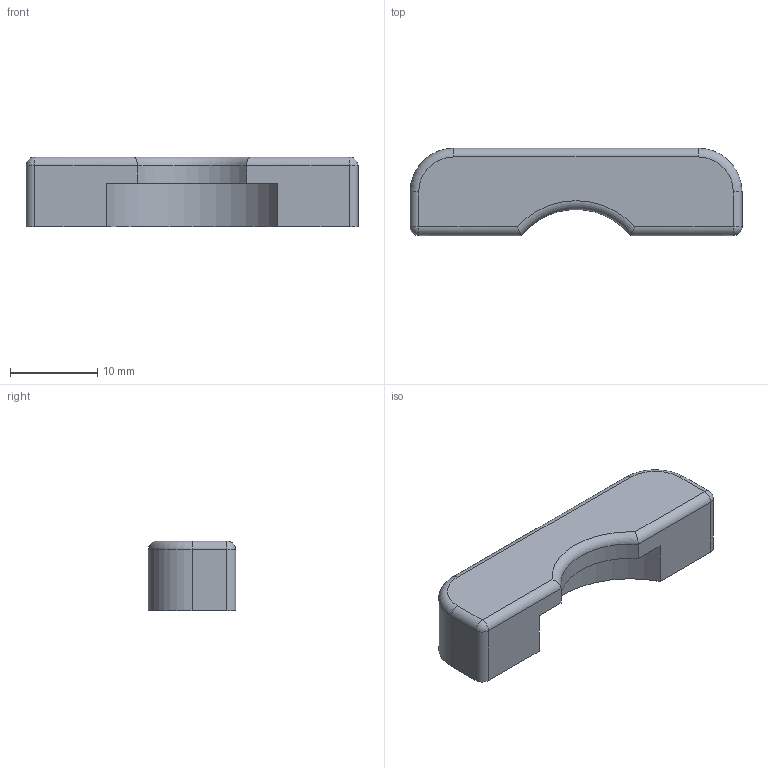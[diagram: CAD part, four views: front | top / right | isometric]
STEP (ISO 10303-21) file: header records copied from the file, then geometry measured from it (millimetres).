
FILE_DESCRIPTION(/* description */ ('Unknown'),/* implementation_level */ '2;1');
FILE_NAME(/* name */ 'OF-HA-AC-00',/* time_stamp */ '2023-07-13T09:14:30+01:00',/* author */ ('Unknown'),/* organization */ ('Unknown'),/* preprocessor_version */ 'ST-DEVELOPER v16.7',/* originating_system */ 'Solid Edge',/* authorisation */ 'Unknown');
FILE_SCHEMA (('AUTOMOTIVE_DESIGN {1 0 10303 214 3 1 1}'));
Length unit declared in the file: millimetre
Products named in the file (1): GEN - Cube Cover Handle
Bounding box: 38 x 10 x 8 mm (x, y, z)
Volume: 2346.4 mm3; surface area: 1520.8 mm2
Topology: 1 solids, 1 shells, 37 faces, 80 edges, 48 vertices
Faces by surface type: cylinder 16, plane 10, sphere 8, torus 3
Full cylindrical faces by diameter (mm): 2.459 x2
Entity records: 1272 total; most frequent: DIRECTION 189, CARTESIAN_POINT 170, ORIENTED_EDGE 152, AXIS2_PLACEMENT_3D 77, EDGE_CURVE 76, VERTEX_POINT 48, EDGE_LOOP 44, FACE_BOUND 44
